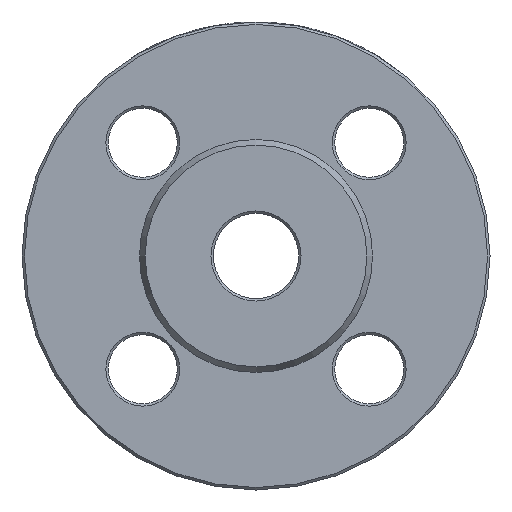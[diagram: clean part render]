
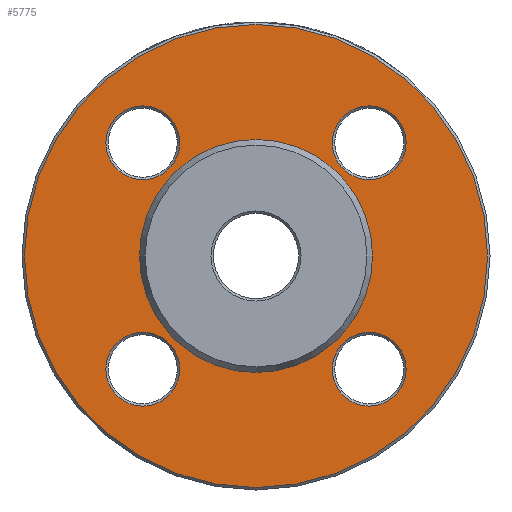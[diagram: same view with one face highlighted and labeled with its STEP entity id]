
A CAD part, left-side view. The second image highlights one B-rep face of the part: STEP entity #5775.
In plain terms, the highlighted planar face has unit normal (-1, 0, 0).
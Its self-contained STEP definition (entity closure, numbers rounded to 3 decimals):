
#42 = EDGE_LOOP ( 'NONE', ( #1987 ) ) ;
#350 = ORIENTED_EDGE ( 'NONE', *, *, #2601, .F. ) ;
#377 = FACE_OUTER_BOUND ( 'NONE', #1094, .T. ) ;
#575 = AXIS2_PLACEMENT_3D ( 'NONE', #1659, #5778, #3945 ) ;
#670 = CIRCLE ( 'NONE', #1632, 7.5 ) ;
#701 = CIRCLE ( 'NONE', #2710, 23.655 ) ;
#885 = CARTESIAN_POINT ( 'NONE',  ( 2., 0., 23.655 ) ) ;
#949 = CARTESIAN_POINT ( 'NONE',  ( 2., 0., 0. ) ) ;
#1051 = CARTESIAN_POINT ( 'NONE',  ( 2., 0., -47. ) ) ;
#1057 = DIRECTION ( 'NONE',  ( 1., 0., 0. ) ) ;
#1058 = EDGE_LOOP ( 'NONE', ( #3004 ) ) ;
#1094 = EDGE_LOOP ( 'NONE', ( #2203 ) ) ;
#1172 = DIRECTION ( 'NONE',  ( 0., -1., 0. ) ) ;
#1209 = PLANE ( 'NONE',  #575 ) ;
#1304 = CARTESIAN_POINT ( 'NONE',  ( 2., 0., 0. ) ) ;
#1557 = CARTESIAN_POINT ( 'NONE',  ( 2., -22.981, -22.981 ) ) ;
#1561 = CARTESIAN_POINT ( 'NONE',  ( 2., -22.981, 30.481 ) ) ;
#1632 = AXIS2_PLACEMENT_3D ( 'NONE', #2156, #5832, #4506 ) ;
#1659 = CARTESIAN_POINT ( 'NONE',  ( 2., 23.655, 0. ) ) ;
#1780 = CARTESIAN_POINT ( 'NONE',  ( 2., 22.981, -30.481 ) ) ;
#1823 = ORIENTED_EDGE ( 'NONE', *, *, #5147, .T. ) ;
#1826 = CIRCLE ( 'NONE', #4790, 7.5 ) ;
#1932 = EDGE_LOOP ( 'NONE', ( #1823 ) ) ;
#1976 = VERTEX_POINT ( 'NONE', #1051 ) ;
#1987 = ORIENTED_EDGE ( 'NONE', *, *, #4331, .T. ) ;
#2003 = VERTEX_POINT ( 'NONE', #1561 ) ;
#2014 = CIRCLE ( 'NONE', #3562, 7.5 ) ;
#2156 = CARTESIAN_POINT ( 'NONE',  ( 2., 22.981, -22.981 ) ) ;
#2171 = CARTESIAN_POINT ( 'NONE',  ( 2., 22.981, 22.981 ) ) ;
#2181 = EDGE_LOOP ( 'NONE', ( #3779 ) ) ;
#2203 = ORIENTED_EDGE ( 'NONE', *, *, #5378, .T. ) ;
#2253 = DIRECTION ( 'NONE',  ( 0., 1., 0. ) ) ;
#2419 = VERTEX_POINT ( 'NONE', #2479 ) ;
#2424 = DIRECTION ( 'NONE',  ( 0., 0., 1. ) ) ;
#2479 = CARTESIAN_POINT ( 'NONE',  ( 2., 30.481, 22.981 ) ) ;
#2601 = EDGE_CURVE ( 'NONE', #4978, #4978, #701, .T. ) ;
#2649 = FACE_BOUND ( 'NONE', #2181, .T. ) ;
#2652 = DIRECTION ( 'NONE',  ( -1., 0., 0. ) ) ;
#2710 = AXIS2_PLACEMENT_3D ( 'NONE', #949, #4657, #3801 ) ;
#2812 = VERTEX_POINT ( 'NONE', #3335 ) ;
#2898 = DIRECTION ( 'NONE',  ( 1., 0., 0. ) ) ;
#3004 = ORIENTED_EDGE ( 'NONE', *, *, #5741, .T. ) ;
#3157 = EDGE_CURVE ( 'NONE', #4544, #4544, #670, .T. ) ;
#3163 = DIRECTION ( 'NONE',  ( 0., 0., -1. ) ) ;
#3335 = CARTESIAN_POINT ( 'NONE',  ( 2., -30.481, -22.981 ) ) ;
#3562 = AXIS2_PLACEMENT_3D ( 'NONE', #1557, #2898, #1172 ) ;
#3738 = AXIS2_PLACEMENT_3D ( 'NONE', #2171, #5817, #2253 ) ;
#3779 = ORIENTED_EDGE ( 'NONE', *, *, #3157, .T. ) ;
#3801 = DIRECTION ( 'NONE',  ( 0., 0., 1. ) ) ;
#3848 = AXIS2_PLACEMENT_3D ( 'NONE', #1304, #2652, #3163 ) ;
#3945 = DIRECTION ( 'NONE',  ( 0., 0., -1. ) ) ;
#4263 = FACE_BOUND ( 'NONE', #42, .T. ) ;
#4331 = EDGE_CURVE ( 'NONE', #2812, #2812, #2014, .T. ) ;
#4407 = CIRCLE ( 'NONE', #3738, 7.5 ) ;
#4484 = FACE_BOUND ( 'NONE', #5657, .T. ) ;
#4506 = DIRECTION ( 'NONE',  ( 0., 0., -1. ) ) ;
#4544 = VERTEX_POINT ( 'NONE', #1780 ) ;
#4657 = DIRECTION ( 'NONE',  ( -1., 0., 0. ) ) ;
#4790 = AXIS2_PLACEMENT_3D ( 'NONE', #5592, #1057, #2424 ) ;
#4978 = VERTEX_POINT ( 'NONE', #885 ) ;
#5147 = EDGE_CURVE ( 'NONE', #2419, #2419, #4407, .T. ) ;
#5300 = FACE_BOUND ( 'NONE', #1932, .T. ) ;
#5378 = EDGE_CURVE ( 'NONE', #1976, #1976, #5736, .T. ) ;
#5592 = CARTESIAN_POINT ( 'NONE',  ( 2., -22.981, 22.981 ) ) ;
#5620 = FACE_BOUND ( 'NONE', #1058, .T. ) ;
#5657 = EDGE_LOOP ( 'NONE', ( #350 ) ) ;
#5736 = CIRCLE ( 'NONE', #3848, 47. ) ;
#5741 = EDGE_CURVE ( 'NONE', #2003, #2003, #1826, .T. ) ;
#5775 = ADVANCED_FACE ( 'NONE', ( #4263, #5620, #5300, #2649, #377, #4484 ), #1209, .F. ) ;
#5778 = DIRECTION ( 'NONE',  ( 1., 0., 0. ) ) ;
#5817 = DIRECTION ( 'NONE',  ( 1., 0., 0. ) ) ;
#5832 = DIRECTION ( 'NONE',  ( 1., 0., 0. ) ) ;
